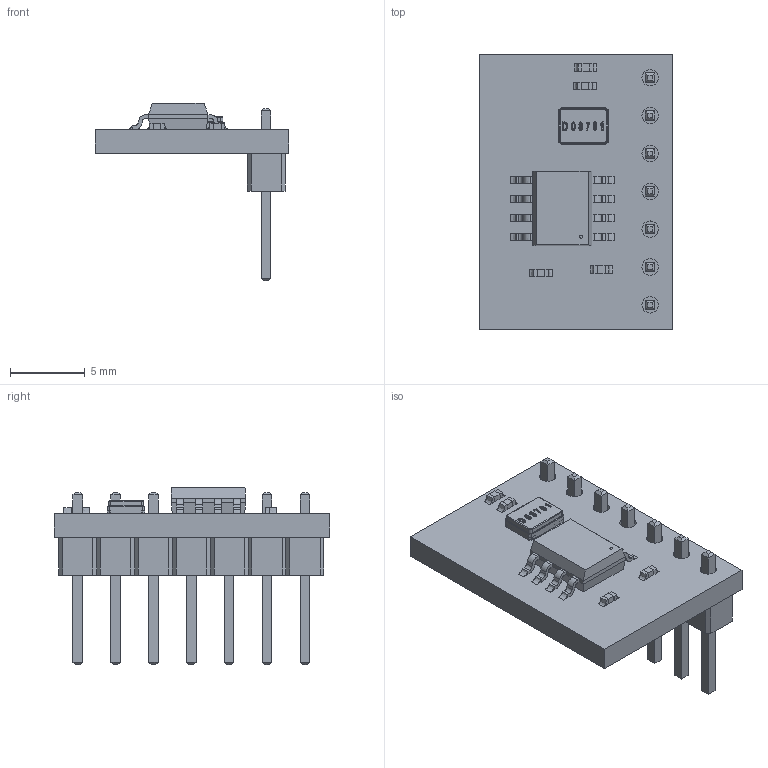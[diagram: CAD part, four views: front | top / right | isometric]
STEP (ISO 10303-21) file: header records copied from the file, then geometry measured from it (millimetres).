
FILE_DESCRIPTION(('Open CASCADE Model'),'2;1');
FILE_NAME('Open CASCADE Shape Model','2025-05-29T11:54:57',('Author'),( 'Open CASCADE'),'Open CASCADE STEP processor 7.5','Open CASCADE 7.5' ,'Unknown');
FILE_SCHEMA(('AUTOMOTIVE_DESIGN { 1 0 10303 214 1 1 1 1 }'));
Length unit declared in the file: millimetre
Products named in the file (18): PCB; Board; Open CASCADE STEP translator 7.5 1.1.1; R_; RES-0402-H0.35; term1; term2; body; Open CASCADE STEP translator 7.5 1.2.1.4; Q_; DSX321G8MHz; XP_; PinHeader_1x01_P2.54mm_Vertical; DA_; SOIC-8
Assembly tree (26 placements, depth 4):
  PCB
    Board
      Open CASCADE STEP translator 7.5 1.1.1
    R_
      RES-0402-H0.35
        term1
        term2
        body
        Open CASCADE STEP translator 7.5 1.2.1.4
    R_
      RES-0402-H0.35
        term1
        term2
        body
        Open CASCADE STEP translator 7.5 1.2.1.4
    R_
      RES-0402-H0.35
        term1
        term2
        body
        Open CASCADE STEP translator 7.5 1.2.1.4
    R_
      RES-0402-H0.35
        term1
        term2
        body
        Open CASCADE STEP translator 7.5 1.2.1.4
    Q_
      DSX321G8MHz
    XP_
      PinHeader_1x01_P2.54mm_Vertical  x7
    DA_
      SOIC-8
Bounding box: 13 x 18.5 x 11.89 mm (x, y, z)
Volume: 552.3 mm3; surface area: 1166.3 mm2
Topology: 51 solids, 51 shells, 832 faces, 1921 edges, 1217 vertices
Faces by surface type: plane 524, extrusion 112, bspline 96, cylinder 92, torus 8
Full cylindrical faces by diameter (mm): 1.1 x7
Entity records: 30825 total; most frequent: CARTESIAN_POINT 13924, ORIENTED_EDGE 2750, DIRECTION 2047, EDGE_CURVE 1375, VECTOR 899, VERTEX_POINT 869, LINE 793, FACE_BOUND 608
